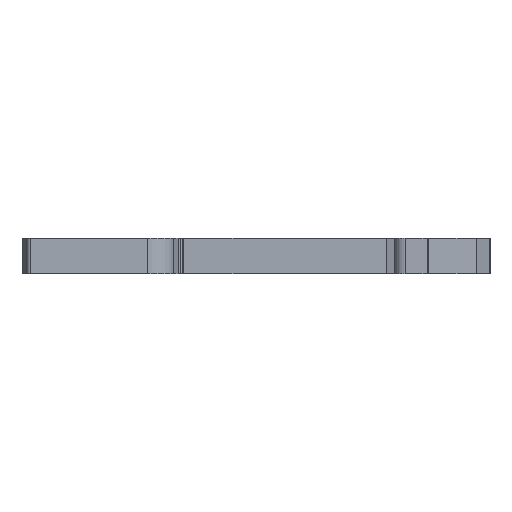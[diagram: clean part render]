
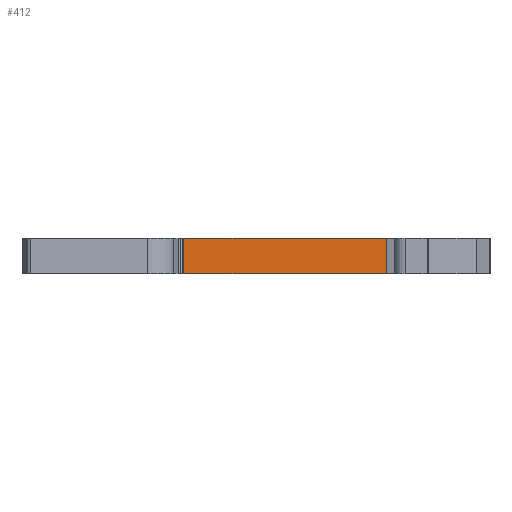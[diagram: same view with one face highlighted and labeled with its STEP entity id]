
A CAD part, front view. The second image highlights one B-rep face of the part: STEP entity #412.
In plain terms, the highlighted planar face has unit normal (0, -1, 0).
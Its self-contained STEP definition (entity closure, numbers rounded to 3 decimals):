
#412=ADVANCED_FACE('',(#1094),#796,.F.);
#796=PLANE('',#8482);
#1094=FACE_OUTER_BOUND('',#1501,.T.);
#1501=EDGE_LOOP('',(#4757,#4758,#4759,#4760));
#1901=LINE('',#11384,#2826);
#1998=LINE('',#11707,#2923);
#2357=LINE('',#12656,#3282);
#2358=LINE('',#12657,#3283);
#2826=VECTOR('',#9058,1.);
#2923=VECTOR('',#9287,1.);
#3282=VECTOR('',#10000,1.);
#3283=VECTOR('',#10001,1.);
#4757=ORIENTED_EDGE('',*,*,#7128,.F.);
#4758=ORIENTED_EDGE('',*,*,#7559,.T.);
#4759=ORIENTED_EDGE('',*,*,#6967,.F.);
#4760=ORIENTED_EDGE('',*,*,#7560,.F.);
#6173=VERTEX_POINT('',#11383);
#6174=VERTEX_POINT('',#11385);
#6333=VERTEX_POINT('',#11706);
#6334=VERTEX_POINT('',#11708);
#6967=EDGE_CURVE('',#6173,#6174,#1901,.T.);
#7128=EDGE_CURVE('',#6333,#6334,#1998,.T.);
#7559=EDGE_CURVE('',#6333,#6174,#2357,.T.);
#7560=EDGE_CURVE('',#6334,#6173,#2358,.T.);
#8482=AXIS2_PLACEMENT_3D('',#12658,#10002,#10003);
#9058=DIRECTION('',(-1.,0.,0.));
#9287=DIRECTION('',(1.,0.,0.));
#10000=DIRECTION('',(0.,0.,-1.));
#10001=DIRECTION('',(0.,0.,-1.));
#10002=DIRECTION('',(0.,1.,0.));
#10003=DIRECTION('',(0.,0.,1.));
#11383=CARTESIAN_POINT('',(14.449,-31.4,0.));
#11384=CARTESIAN_POINT('',(7.369,-31.4,0.));
#11385=CARTESIAN_POINT('',(-14.98,-31.4,0.));
#11706=CARTESIAN_POINT('',(-14.98,-31.4,5.1));
#11707=CARTESIAN_POINT('',(12.,-31.4,5.1));
#11708=CARTESIAN_POINT('',(14.449,-31.4,5.1));
#12656=CARTESIAN_POINT('',(-14.98,-31.4,5.1));
#12657=CARTESIAN_POINT('',(14.449,-31.4,5.1));
#12658=CARTESIAN_POINT('',(0.,-31.4,5.1));
